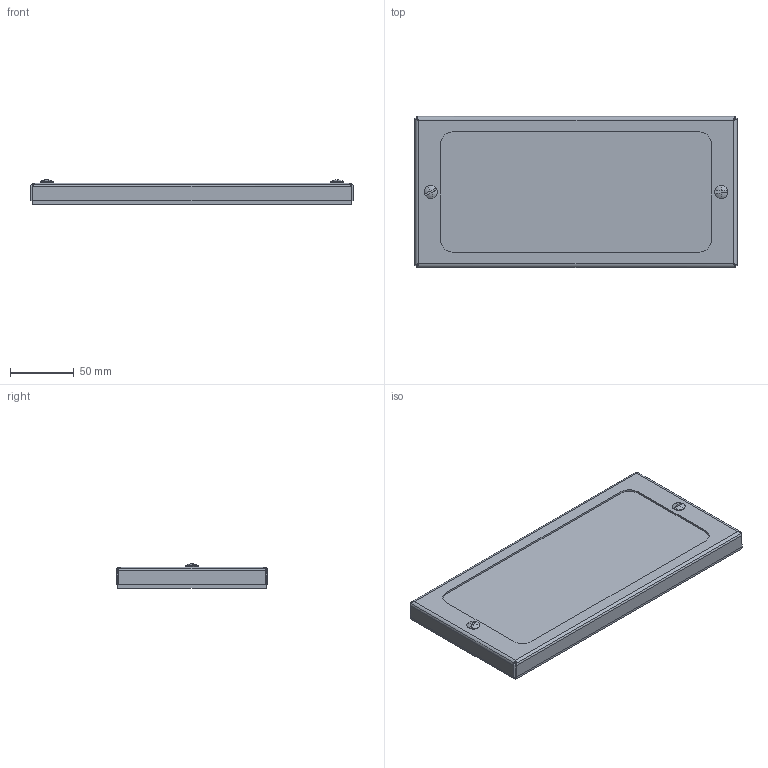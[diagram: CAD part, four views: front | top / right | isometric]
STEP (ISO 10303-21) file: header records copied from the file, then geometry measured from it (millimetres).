
FILE_DESCRIPTION (( 'STEP AP214' ), '1' );
FILE_NAME ('3080-0102-28-07-W0196338~0.STEP', '2019-10-11T09:17:45', ( '' ), ( '' ), 'SwSTEP 2.0', 'SolidWorks 2019', '' );
FILE_SCHEMA (( 'AUTOMOTIVE_DESIGN' ));
Length unit declared in the file: millimetre
Products named in the file (4): 3080-0102-28-07-W0196338~0; W0196296~0; W0196342~0; W0196341~0
Assembly tree (4 placements, depth 2):
  3080-0102-28-07-W0196338~0
    W0196341~0
    W0196342~0
    W0196296~0  x2
Bounding box: 252 x 118 x 18.96 mm (x, y, z)
Volume: 461101.7 mm3; surface area: 109612.7 mm2
Topology: 4 solids, 4 shells, 98 faces, 220 edges, 132 vertices
Faces by surface type: plane 42, cylinder 32, bspline 8, sphere 8, torus 4, cone 4
Entity records: 2844 total; most frequent: CARTESIAN_POINT 906, DIRECTION 370, ORIENTED_EDGE 356, EDGE_CURVE 178, AXIS2_PLACEMENT_3D 130, VECTOR 110, LINE 110, VERTEX_POINT 106
